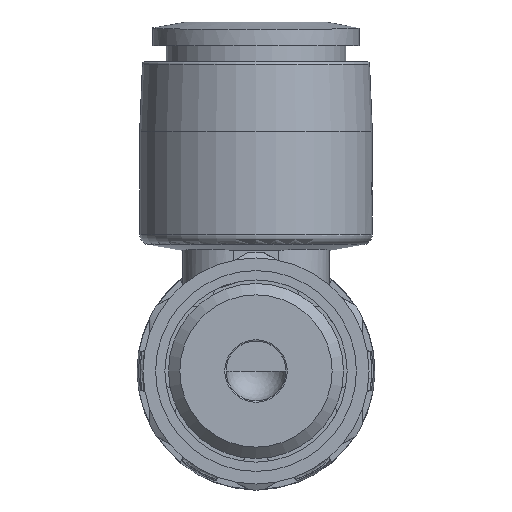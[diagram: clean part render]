
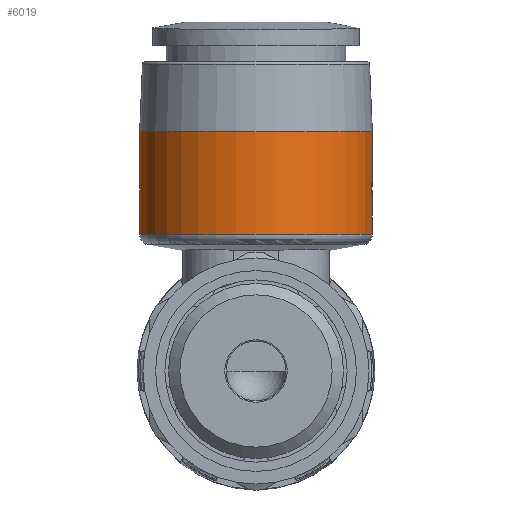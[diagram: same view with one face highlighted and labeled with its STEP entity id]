
A CAD part, front view. The second image highlights one B-rep face of the part: STEP entity #6019.
In plain terms, the highlighted cylindrical face has radius 8.75 mm (diameter 17.5 mm), a full revolution.
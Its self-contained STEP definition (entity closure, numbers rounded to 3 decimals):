
#46=ELLIPSE('',#6323,10.436,8.75);
#47=ELLIPSE('',#6325,10.436,8.75);
#60=B_SPLINE_CURVE_WITH_KNOTS('',3,(#8330,#8331,#8332,#8333,#8334,#8335,
#8336),.UNSPECIFIED.,.F.,.F.,(4,1,1,1,4),(0.,0.,0.001,
0.001,0.002),.UNSPECIFIED.);
#61=B_SPLINE_CURVE_WITH_KNOTS('',3,(#8341,#8342,#8343,#8344),
 .UNSPECIFIED.,.F.,.F.,(4,4),(0.,0.),
 .UNSPECIFIED.);
#62=B_SPLINE_CURVE_WITH_KNOTS('',3,(#8345,#8346,#8347,#8348),
 .UNSPECIFIED.,.F.,.F.,(4,4),(0.,0.),.UNSPECIFIED.);
#218=CYLINDRICAL_SURFACE('',#6319,8.75);
#321=CIRCLE('',#6313,8.75);
#325=CIRCLE('',#6320,8.75);
#326=CIRCLE('',#6321,8.75);
#327=CIRCLE('',#6322,8.75);
#328=CIRCLE('',#6324,8.75);
#329=CIRCLE('',#6326,8.75);
#330=CIRCLE('',#6327,8.75);
#331=CIRCLE('',#6328,8.75);
#614=ORIENTED_EDGE('',*,*,#1998,.F.);
#615=ORIENTED_EDGE('',*,*,#1999,.F.);
#616=ORIENTED_EDGE('',*,*,#2000,.F.);
#617=ORIENTED_EDGE('',*,*,#2001,.F.);
#618=ORIENTED_EDGE('',*,*,#1990,.F.);
#619=ORIENTED_EDGE('',*,*,#2002,.F.);
#620=ORIENTED_EDGE('',*,*,#2003,.F.);
#621=ORIENTED_EDGE('',*,*,#2004,.T.);
#622=ORIENTED_EDGE('',*,*,#2005,.T.);
#623=ORIENTED_EDGE('',*,*,#2006,.T.);
#624=ORIENTED_EDGE('',*,*,#2007,.T.);
#625=ORIENTED_EDGE('',*,*,#2008,.T.);
#626=ORIENTED_EDGE('',*,*,#2009,.T.);
#627=ORIENTED_EDGE('',*,*,#2010,.T.);
#628=ORIENTED_EDGE('',*,*,#2011,.T.);
#629=ORIENTED_EDGE('',*,*,#2012,.T.);
#630=ORIENTED_EDGE('',*,*,#2013,.T.);
#631=ORIENTED_EDGE('',*,*,#2014,.T.);
#632=ORIENTED_EDGE('',*,*,#2015,.T.);
#1990=EDGE_CURVE('',#2682,#2680,#321,.T.);
#1998=EDGE_CURVE('',#2689,#2689,#325,.T.);
#1999=EDGE_CURVE('',#2690,#2691,#60,.T.);
#2000=EDGE_CURVE('',#2692,#2690,#3141,.F.);
#2001=EDGE_CURVE('',#2680,#2692,#61,.T.);
#2002=EDGE_CURVE('',#2693,#2682,#62,.T.);
#2003=EDGE_CURVE('',#2691,#2693,#3142,.T.);
#2004=EDGE_CURVE('',#2694,#2695,#326,.T.);
#2005=EDGE_CURVE('',#2695,#2696,#3143,.T.);
#2006=EDGE_CURVE('',#2696,#2697,#327,.T.);
#2007=EDGE_CURVE('',#2697,#2698,#46,.T.);
#2008=EDGE_CURVE('',#2698,#2699,#328,.T.);
#2009=EDGE_CURVE('',#2699,#2700,#47,.T.);
#2010=EDGE_CURVE('',#2700,#2701,#3144,.T.);
#2011=EDGE_CURVE('',#2701,#2702,#329,.T.);
#2012=EDGE_CURVE('',#2702,#2703,#3145,.T.);
#2013=EDGE_CURVE('',#2703,#2704,#330,.T.);
#2014=EDGE_CURVE('',#2704,#2694,#3146,.F.);
#2015=EDGE_CURVE('',#2705,#2705,#331,.T.);
#2680=VERTEX_POINT('',#8293);
#2682=VERTEX_POINT('',#8297);
#2689=VERTEX_POINT('',#8329);
#2690=VERTEX_POINT('',#8337);
#2691=VERTEX_POINT('',#8338);
#2692=VERTEX_POINT('',#8340);
#2693=VERTEX_POINT('',#8349);
#2694=VERTEX_POINT('',#8352);
#2695=VERTEX_POINT('',#8353);
#2696=VERTEX_POINT('',#8355);
#2697=VERTEX_POINT('',#8357);
#2698=VERTEX_POINT('',#8359);
#2699=VERTEX_POINT('',#8361);
#2700=VERTEX_POINT('',#8363);
#2701=VERTEX_POINT('',#8365);
#2702=VERTEX_POINT('',#8367);
#2703=VERTEX_POINT('',#8369);
#2704=VERTEX_POINT('',#8371);
#2705=VERTEX_POINT('',#8374);
#3141=LINE('',#8339,#3419);
#3142=LINE('',#8350,#3420);
#3143=LINE('',#8354,#3421);
#3144=LINE('',#8364,#3422);
#3145=LINE('',#8368,#3423);
#3146=LINE('',#8372,#3424);
#3419=VECTOR('',#6918,1000.);
#3420=VECTOR('',#6919,1000.);
#3421=VECTOR('',#6922,1000.);
#3422=VECTOR('',#6931,1000.);
#3423=VECTOR('',#6934,1000.);
#3424=VECTOR('',#6937,1000.);
#3698=EDGE_LOOP('',(#614));
#3699=EDGE_LOOP('',(#615,#616,#617,#618,#619,#620));
#3700=EDGE_LOOP('',(#621,#622,#623,#624,#625,#626,#627,#628,#629,#630,#631));
#3701=EDGE_LOOP('',(#632));
#4020=FACE_BOUND('',#3698,.T.);
#4021=FACE_BOUND('',#3699,.T.);
#4022=FACE_BOUND('',#3700,.T.);
#4023=FACE_BOUND('',#3701,.T.);
#6019=ADVANCED_FACE('',(#4020,#4021,#4022,#4023),#218,.T.);
#6313=AXIS2_PLACEMENT_3D('',#8298,#6902,#6903);
#6319=AXIS2_PLACEMENT_3D('',#8327,#6914,#6915);
#6320=AXIS2_PLACEMENT_3D('',#8328,#6916,#6917);
#6321=AXIS2_PLACEMENT_3D('',#8351,#6920,#6921);
#6322=AXIS2_PLACEMENT_3D('',#8356,#6923,#6924);
#6323=AXIS2_PLACEMENT_3D('',#8358,#6925,#6926);
#6324=AXIS2_PLACEMENT_3D('',#8360,#6927,#6928);
#6325=AXIS2_PLACEMENT_3D('',#8362,#6929,#6930);
#6326=AXIS2_PLACEMENT_3D('',#8366,#6932,#6933);
#6327=AXIS2_PLACEMENT_3D('',#8370,#6935,#6936);
#6328=AXIS2_PLACEMENT_3D('',#8373,#6938,#6939);
#6902=DIRECTION('',(0.,0.,1.));
#6903=DIRECTION('',(1.,0.,0.));
#6914=DIRECTION('',(0.,0.,-1.));
#6915=DIRECTION('',(-1.,0.,0.));
#6916=DIRECTION('',(0.,0.,-1.));
#6917=DIRECTION('',(-1.,0.,0.));
#6918=DIRECTION('',(0.,0.,-1.));
#6919=DIRECTION('',(0.,0.,-1.));
#6920=DIRECTION('',(0.,0.,1.));
#6921=DIRECTION('',(1.,0.,0.));
#6922=DIRECTION('',(0.,0.,-1.));
#6923=DIRECTION('',(0.,0.,1.));
#6924=DIRECTION('',(1.,0.,0.));
#6925=DIRECTION('',(0.,-0.545,-0.838));
#6926=DIRECTION('',(0.,0.838,-0.545));
#6927=DIRECTION('',(0.,0.,1.));
#6928=DIRECTION('',(1.,0.,0.));
#6929=DIRECTION('',(0.,0.545,0.838));
#6930=DIRECTION('',(0.,0.838,-0.545));
#6931=DIRECTION('',(0.,0.,-1.));
#6932=DIRECTION('',(0.,0.,-1.));
#6933=DIRECTION('',(-1.,0.,0.));
#6934=DIRECTION('',(0.,0.,-1.));
#6935=DIRECTION('',(0.,0.,-1.));
#6936=DIRECTION('',(-1.,0.,0.));
#6937=DIRECTION('',(0.,0.,-1.));
#6938=DIRECTION('',(0.,0.,-1.));
#6939=DIRECTION('',(-1.,0.,0.));
#8293=CARTESIAN_POINT('',(-0.45,30.738,11.468));
#8297=CARTESIAN_POINT('',(0.45,30.738,11.468));
#8298=CARTESIAN_POINT('',(0.,22.,11.468));
#8327=CARTESIAN_POINT('',(0.,22.,8.64));
#8328=CARTESIAN_POINT('',(0.,22.,10.281));
#8329=CARTESIAN_POINT('',(-8.75,22.,10.281));
#8330=CARTESIAN_POINT('',(-0.6,30.729,15.568));
#8331=CARTESIAN_POINT('',(-0.6,30.729,15.727));
#8332=CARTESIAN_POINT('',(-0.47,30.74,16.037));
#8333=CARTESIAN_POINT('',(-0.001,30.755,16.233));
#8334=CARTESIAN_POINT('',(0.47,30.74,16.038));
#8335=CARTESIAN_POINT('',(0.6,30.729,15.727));
#8336=CARTESIAN_POINT('',(0.6,30.729,15.568));
#8337=CARTESIAN_POINT('',(-0.6,30.729,15.568));
#8338=CARTESIAN_POINT('',(0.6,30.729,15.568));
#8339=CARTESIAN_POINT('',(-0.6,30.729,8.64));
#8340=CARTESIAN_POINT('',(-0.6,30.729,11.618));
#8341=CARTESIAN_POINT('',(-0.45,30.738,11.468));
#8342=CARTESIAN_POINT('',(-0.529,30.734,11.468));
#8343=CARTESIAN_POINT('',(-0.6,30.729,11.539));
#8344=CARTESIAN_POINT('',(-0.6,30.729,11.618));
#8345=CARTESIAN_POINT('',(0.6,30.729,11.618));
#8346=CARTESIAN_POINT('',(0.6,30.729,11.539));
#8347=CARTESIAN_POINT('',(0.529,30.734,11.468));
#8348=CARTESIAN_POINT('',(0.45,30.738,11.468));
#8349=CARTESIAN_POINT('',(0.6,30.729,11.618));
#8350=CARTESIAN_POINT('',(0.6,30.729,8.64));
#8351=CARTESIAN_POINT('',(0.,22.,14.159));
#8352=CARTESIAN_POINT('',(8.674,20.85,14.159));
#8353=CARTESIAN_POINT('',(8.709,21.157,14.159));
#8354=CARTESIAN_POINT('',(8.709,21.157,8.64));
#8355=CARTESIAN_POINT('',(8.709,21.157,13.874));
#8356=CARTESIAN_POINT('',(0.,22.,13.874));
#8357=CARTESIAN_POINT('',(8.729,22.606,13.874));
#8358=CARTESIAN_POINT('',(0.,22.,14.268));
#8359=CARTESIAN_POINT('',(8.748,22.167,14.159));
#8360=CARTESIAN_POINT('',(0.,22.,14.159));
#8361=CARTESIAN_POINT('',(8.729,22.606,14.159));
#8362=CARTESIAN_POINT('',(0.,22.,14.553));
#8363=CARTESIAN_POINT('',(8.687,23.045,13.874));
#8364=CARTESIAN_POINT('',(8.687,23.045,8.64));
#8365=CARTESIAN_POINT('',(8.687,23.045,13.566));
#8366=CARTESIAN_POINT('',(0.,22.,13.566));
#8367=CARTESIAN_POINT('',(8.709,21.157,13.566));
#8368=CARTESIAN_POINT('',(8.709,21.157,8.64));
#8369=CARTESIAN_POINT('',(8.709,21.157,13.281));
#8370=CARTESIAN_POINT('',(0.,22.,13.281));
#8371=CARTESIAN_POINT('',(8.674,20.85,13.281));
#8372=CARTESIAN_POINT('',(8.674,20.85,8.64));
#8373=CARTESIAN_POINT('',(0.,22.,18.));
#8374=CARTESIAN_POINT('',(-8.75,22.,18.));
